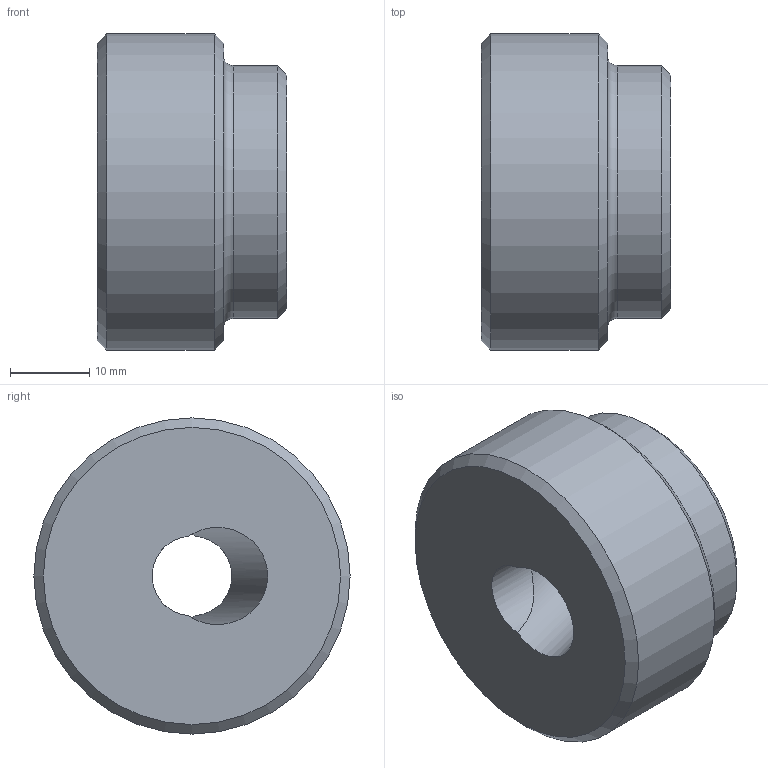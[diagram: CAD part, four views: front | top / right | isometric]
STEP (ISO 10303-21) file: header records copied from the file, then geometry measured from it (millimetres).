
FILE_DESCRIPTION( ( 'STEP AP214' ), '1' );
FILE_NAME( 'K0139.12.stp', '2020-11-25T12:21:00', ( '' ), ( '' ), ' ', 'PARTsolutions', ' ' );
FILE_SCHEMA( ( 'AUTOMOTIVE_DESIGN { 1 0 10303 214 1 1 1 1 }' ) );
Length unit declared in the file: millimetre
Products named in the file (1): _K0139.12
Bounding box: 24 x 40 x 40 mm (x, y, z)
Volume: 23265.8 mm3; surface area: 5720.8 mm2
Topology: 1 solids, 1 shells, 12 faces, 22 edges, 13 vertices
Faces by surface type: cylinder 5, cone 3, plane 3, torus 1
Full cylindrical faces by diameter (mm): 12.3 x1, 32 x1, 40 x1
Entity records: 448 total; most frequent: CARTESIAN_POINT 121, DIRECTION 50, ORIENTED_EDGE 28, AXIS2_PLACEMENT_3D 25, EDGE_LOOP 22, FACE_OUTER_BOUND 16, EDGE_CURVE 14, STYLED_ITEM 12
